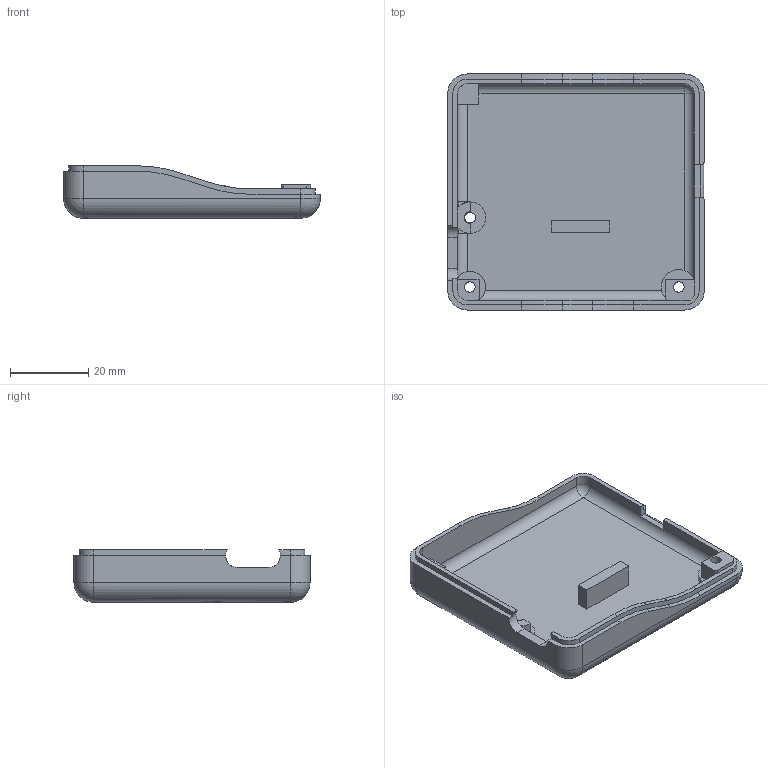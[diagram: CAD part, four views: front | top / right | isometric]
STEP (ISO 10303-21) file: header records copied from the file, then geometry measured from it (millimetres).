
FILE_DESCRIPTION(/* description */ (''),/* implementation_level */ '2;1');
FILE_NAME(/* name */ 'Bottom-clamshell.step',/* time_stamp */ '2024-03-15T14:44:26-05:00',/* author */ (''),/* organization */ (''),/* preprocessor_version */ 'ST-DEVELOPER v20',/* originating_system */ 'Autodesk Translation Framework v12.20.1.177',/* authorisation */ '');
FILE_SCHEMA (('AUTOMOTIVE_DESIGN { 1 0 10303 214 3 1 1 }'));
Length unit declared in the file: millimetre
Products named in the file (1): Bottom-clamshell
Bounding box: 65.54 x 60.31 x 13.39 mm (x, y, z)
Volume: 13747.9 mm3; surface area: 11850.2 mm2
Topology: 1 solids, 1 shells, 118 faces, 328 edges, 213 vertices
Faces by surface type: plane 64, cylinder 47, sphere 5, torus 2
Full cylindrical faces by diameter (mm): 2.7 x3, 3.962 x3
Entity records: 3944 total; most frequent: CARTESIAN_POINT 817, ORIENTED_EDGE 656, DIRECTION 651, EDGE_CURVE 328, AXIS2_PLACEMENT_3D 223, VERTEX_POINT 213, LINE 205, VECTOR 205
